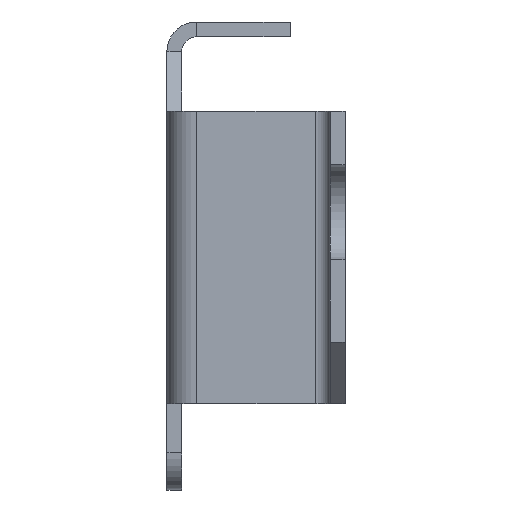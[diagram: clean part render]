
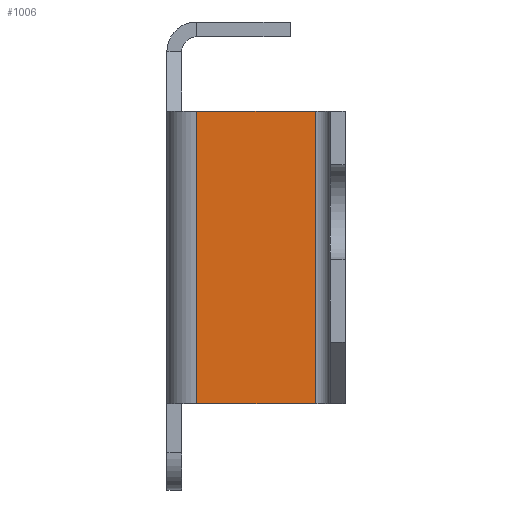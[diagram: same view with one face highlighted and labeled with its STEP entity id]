
A CAD part, left-side view. The second image highlights one B-rep face of the part: STEP entity #1006.
In plain terms, the highlighted planar face has unit normal (-1, 0, 0).
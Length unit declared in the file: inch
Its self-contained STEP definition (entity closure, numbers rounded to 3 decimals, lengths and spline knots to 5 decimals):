
#37 = LINE ( 'NONE', #649, #2177 ) ;
#181 = VERTEX_POINT ( 'NONE', #2767 ) ;
#248 = ORIENTED_EDGE ( 'NONE', *, *, #2403, .F. ) ;
#273 = DIRECTION ( 'NONE',  ( 0., -1., 0. ) ) ;
#460 = CARTESIAN_POINT ( 'NONE',  ( -0.1575, -0.09, -0.237 ) ) ;
#489 = CARTESIAN_POINT ( 'NONE',  ( -0.1575, -0.09, -0.237 ) ) ;
#612 = VECTOR ( 'NONE', #2419, 39.37008 ) ;
#649 = CARTESIAN_POINT ( 'NONE',  ( -0.1575, -0.01, -0.04 ) ) ;
#663 = LINE ( 'NONE', #2099, #2817 ) ;
#699 = VECTOR ( 'NONE', #1761, 39.37008 ) ;
#784 = EDGE_CURVE ( 'NONE', #181, #2051, #663, .T. ) ;
#991 = DIRECTION ( 'NONE',  ( 0., -1., 0. ) ) ;
#1006 = ADVANCED_FACE ( 'NONE', ( #2594 ), #3650, .F. ) ;
#1039 = CARTESIAN_POINT ( 'NONE',  ( -0.1575, -0.01, -0.237 ) ) ;
#1402 = ORIENTED_EDGE ( 'NONE', *, *, #2060, .F. ) ;
#1526 = LINE ( 'NONE', #2892, #699 ) ;
#1761 = DIRECTION ( 'NONE',  ( 0., 0., -1. ) ) ;
#1911 = EDGE_LOOP ( 'NONE', ( #1402, #248, #2011, #2589 ) ) ;
#1942 = DIRECTION ( 'NONE',  ( 1., 0., 0. ) ) ;
#2011 = ORIENTED_EDGE ( 'NONE', *, *, #2064, .F. ) ;
#2038 = DIRECTION ( 'NONE',  ( 0., 0., 1. ) ) ;
#2051 = VERTEX_POINT ( 'NONE', #3600 ) ;
#2060 = EDGE_CURVE ( 'NONE', #2412, #181, #37, .T. ) ;
#2064 = EDGE_CURVE ( 'NONE', #2051, #3247, #1526, .T. ) ;
#2099 = CARTESIAN_POINT ( 'NONE',  ( -0.1575, -0.09, -0.04 ) ) ;
#2129 = AXIS2_PLACEMENT_3D ( 'NONE', #3359, #1942, #273 ) ;
#2177 = VECTOR ( 'NONE', #2038, 39.37008 ) ;
#2403 = EDGE_CURVE ( 'NONE', #3247, #2412, #2844, .T. ) ;
#2412 = VERTEX_POINT ( 'NONE', #1039 ) ;
#2419 = DIRECTION ( 'NONE',  ( 0., 1., 0. ) ) ;
#2589 = ORIENTED_EDGE ( 'NONE', *, *, #784, .F. ) ;
#2594 = FACE_OUTER_BOUND ( 'NONE', #1911, .T. ) ;
#2767 = CARTESIAN_POINT ( 'NONE',  ( -0.1575, -0.01, -0.04 ) ) ;
#2817 = VECTOR ( 'NONE', #991, 39.37008 ) ;
#2844 = LINE ( 'NONE', #460, #612 ) ;
#2892 = CARTESIAN_POINT ( 'NONE',  ( -0.1575, -0.09, -0.1385 ) ) ;
#3247 = VERTEX_POINT ( 'NONE', #489 ) ;
#3359 = CARTESIAN_POINT ( 'NONE',  ( -0.1575, 0., -0.04 ) ) ;
#3600 = CARTESIAN_POINT ( 'NONE',  ( -0.1575, -0.09, -0.04 ) ) ;
#3650 = PLANE ( 'NONE',  #2129 ) ;
